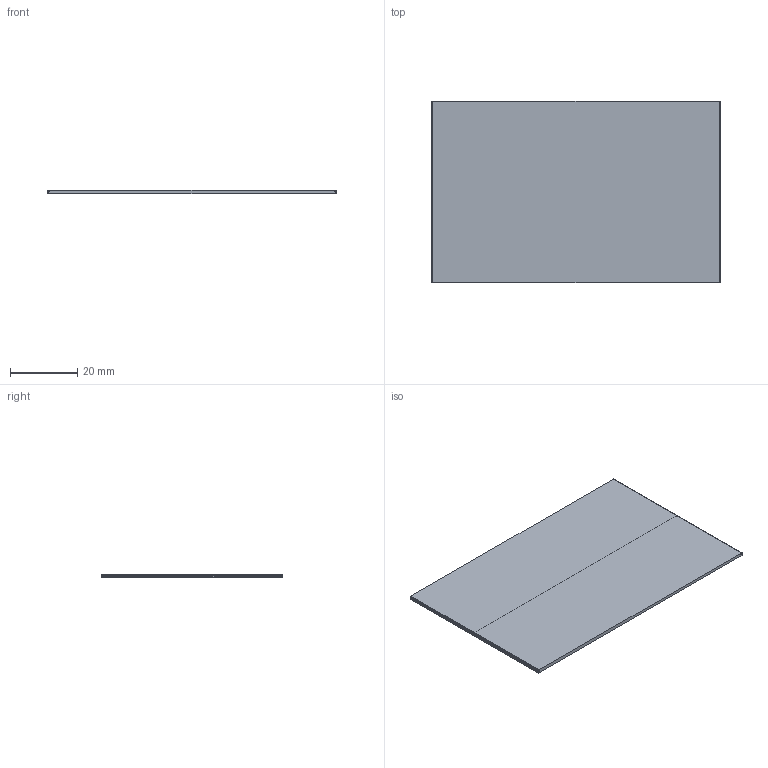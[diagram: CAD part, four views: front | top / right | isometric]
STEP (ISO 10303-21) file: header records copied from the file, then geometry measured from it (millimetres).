
FILE_DESCRIPTION((''),'2;1');
FILE_NAME('AssCard.stp','2016-03-14T14:14:57',('Administrator'),(''),'Autodesk Inventor 2008','Autodesk Inventor 2008','');
FILE_SCHEMA(('AUTOMOTIVE_DESIGN { 1 0 10303 214 1 1 1 1 }'));
Length unit declared in the file: millimetre
Products named in the file (3): AssCard; CardA; CardB
Assembly tree (2 placements, depth 2):
  AssCard
    CardA
    CardB
Bounding box: 86 x 54 x 1 mm (x, y, z)
Volume: 4694.3 mm3; surface area: 10307.8 mm2
Topology: 2 solids, 2 shells, 44 faces, 122 edges, 56 vertices
Faces by surface type: plane 16, cylinder 12, bspline 8, torus 4, sphere 4
Full cylindrical faces by diameter (mm): 0.5 x5, 1 x1
Entity records: 4446 total; most frequent: CARTESIAN_POINT 3447, ORIENTED_EDGE 192, DIRECTION 190, EDGE_CURVE 96, AXIS2_PLACEMENT_3D 79, VERTEX_POINT 52, EDGE_LOOP 50, FACE_OUTER_BOUND 44
